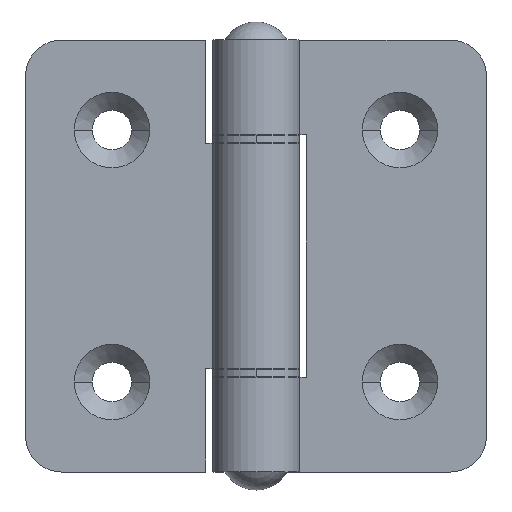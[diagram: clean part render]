
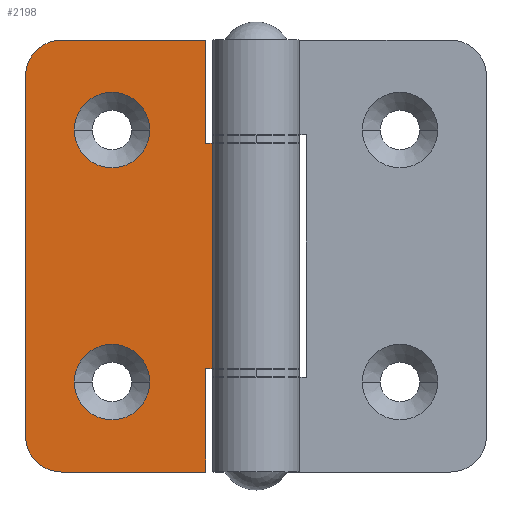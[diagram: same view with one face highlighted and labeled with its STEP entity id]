
A CAD part, top view. The second image highlights one B-rep face of the part: STEP entity #2198.
In plain terms, the highlighted planar face has unit normal (0, 0, 1).
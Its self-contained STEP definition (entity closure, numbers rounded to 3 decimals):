
#21 = EDGE_CURVE ( 'NONE', #23, #25, #434, .T. ) ;
#23 = VERTEX_POINT ( 'NONE', #493 ) ;
#25 = VERTEX_POINT ( 'NONE', #492 ) ;
#37 = EDGE_CURVE ( 'NONE', #40, #39, #527, .T. ) ;
#39 = VERTEX_POINT ( 'NONE', #522 ) ;
#40 = VERTEX_POINT ( 'NONE', #521 ) ;
#431 = DIRECTION ( 'NONE',  ( 1., 0., 0. ) ) ;
#432 = DIRECTION ( 'NONE',  ( 0., 0., 1. ) ) ;
#433 = AXIS2_PLACEMENT_3D ( 'NONE', #441, #432, #431 ) ;
#434 = CIRCLE ( 'NONE', #433, 5.25 ) ;
#441 = CARTESIAN_POINT ( 'NONE',  ( -20., 17.5, -3. ) ) ;
#492 = CARTESIAN_POINT ( 'NONE',  ( -14.75, 17.5, -3. ) ) ;
#493 = CARTESIAN_POINT ( 'NONE',  ( -25.25, 17.5, -3. ) ) ;
#521 = CARTESIAN_POINT ( 'NONE',  ( -25.25, -17.5, -3. ) ) ;
#522 = CARTESIAN_POINT ( 'NONE',  ( -14.75, -17.5, -3. ) ) ;
#523 = DIRECTION ( 'NONE',  ( 1., 0., 0. ) ) ;
#524 = DIRECTION ( 'NONE',  ( 0., 0., 1. ) ) ;
#525 = CARTESIAN_POINT ( 'NONE',  ( -20., -17.5, -3. ) ) ;
#526 = AXIS2_PLACEMENT_3D ( 'NONE', #525, #524, #523 ) ;
#527 = CIRCLE ( 'NONE', #526, 5.25 ) ;
#1175 = CARTESIAN_POINT ( 'NONE',  ( -27., -30., -3. ) ) ;
#1176 = DIRECTION ( 'NONE',  ( 1., 0., 0. ) ) ;
#1177 = VECTOR ( 'NONE', #1176, 1000. ) ;
#1178 = CARTESIAN_POINT ( 'NONE',  ( -32., -30., -3. ) ) ;
#1179 = LINE ( 'NONE', #1178, #1177 ) ;
#1188 = CARTESIAN_POINT ( 'NONE',  ( -7., 30., -3. ) ) ;
#1193 = DIRECTION ( 'NONE',  ( 0., -1., 0. ) ) ;
#1194 = VECTOR ( 'NONE', #1193, 1000. ) ;
#1195 = CARTESIAN_POINT ( 'NONE',  ( -7., 30., -3. ) ) ;
#1196 = LINE ( 'NONE', #1195, #1194 ) ;
#1220 = DIRECTION ( 'NONE',  ( 1., 0., 0. ) ) ;
#1221 = VECTOR ( 'NONE', #1220, 1000. ) ;
#1222 = CARTESIAN_POINT ( 'NONE',  ( -32., 30., -3. ) ) ;
#1223 = LINE ( 'NONE', #1222, #1221 ) ;
#1238 = CARTESIAN_POINT ( 'NONE',  ( -32., -25., -3. ) ) ;
#1243 = CARTESIAN_POINT ( 'NONE',  ( -32., 25., -3. ) ) ;
#1250 = DIRECTION ( 'NONE',  ( 0., -1., 0. ) ) ;
#1251 = VECTOR ( 'NONE', #1250, 1000. ) ;
#1252 = CARTESIAN_POINT ( 'NONE',  ( -32., 30., -3. ) ) ;
#1253 = LINE ( 'NONE', #1252, #1251 ) ;
#1266 = CARTESIAN_POINT ( 'NONE',  ( -27., 25., -3. ) ) ;
#1267 = AXIS2_PLACEMENT_3D ( 'NONE', #1266, #1328, #1327 ) ;
#1268 = CIRCLE ( 'NONE', #1267, 5. ) ;
#1269 = DIRECTION ( 'NONE',  ( -1., 0., 0. ) ) ;
#1270 = DIRECTION ( 'NONE',  ( 0., 0., -1. ) ) ;
#1271 = CARTESIAN_POINT ( 'NONE',  ( -32., 30., -3. ) ) ;
#1272 = AXIS2_PLACEMENT_3D ( 'NONE', #1271, #1270, #1269 ) ;
#1273 = PLANE ( 'NONE',  #1272 ) ;
#1274 = FACE_OUTER_BOUND ( 'NONE', #2195, .T. ) ;
#1275 = FACE_BOUND ( 'NONE', #2192, .T. ) ;
#1276 = FACE_BOUND ( 'NONE', #2199, .T. ) ;
#1277 = DIRECTION ( 'NONE',  ( 1., 0., 0. ) ) ;
#1278 = DIRECTION ( 'NONE',  ( 0., 0., 1. ) ) ;
#1279 = CARTESIAN_POINT ( 'NONE',  ( -20., -17.5, -3. ) ) ;
#1280 = AXIS2_PLACEMENT_3D ( 'NONE', #1279, #1278, #1277 ) ;
#1281 = CIRCLE ( 'NONE', #1280, 5.25 ) ;
#1282 = DIRECTION ( 'NONE',  ( 1., 0., 0. ) ) ;
#1283 = DIRECTION ( 'NONE',  ( 0., 0., 1. ) ) ;
#1284 = CARTESIAN_POINT ( 'NONE',  ( -20., 17.5, -3. ) ) ;
#1285 = AXIS2_PLACEMENT_3D ( 'NONE', #1284, #1283, #1282 ) ;
#1286 = CIRCLE ( 'NONE', #1285, 5.25 ) ;
#1312 = DIRECTION ( 'NONE',  ( 0., -1., 0. ) ) ;
#1313 = VECTOR ( 'NONE', #1312, 1000. ) ;
#1314 = CARTESIAN_POINT ( 'NONE',  ( -5.196, 30., -3. ) ) ;
#1315 = LINE ( 'NONE', #1314, #1313 ) ;
#1316 = DIRECTION ( 'NONE',  ( -1., 0., 0. ) ) ;
#1317 = DIRECTION ( 'NONE',  ( 0., 0., -1. ) ) ;
#1318 = CARTESIAN_POINT ( 'NONE',  ( -27., -25., -3. ) ) ;
#1319 = AXIS2_PLACEMENT_3D ( 'NONE', #1318, #1317, #1316 ) ;
#1324 = CIRCLE ( 'NONE', #1319, 5. ) ;
#1327 = DIRECTION ( 'NONE',  ( -1., 0., 0. ) ) ;
#1328 = DIRECTION ( 'NONE',  ( 0., 0., -1. ) ) ;
#1398 = CARTESIAN_POINT ( 'NONE',  ( -5.196, -15.65, -3. ) ) ;
#1399 = CARTESIAN_POINT ( 'NONE',  ( -7., -15.65, -3. ) ) ;
#1460 = DIRECTION ( 'NONE',  ( -1., 0., 0. ) ) ;
#1461 = VECTOR ( 'NONE', #1460, 1000. ) ;
#1462 = CARTESIAN_POINT ( 'NONE',  ( -32., -15.65, -3. ) ) ;
#1463 = LINE ( 'NONE', #1462, #1461 ) ;
#1471 = CARTESIAN_POINT ( 'NONE',  ( -5.196, 15.65, -3. ) ) ;
#1477 = CARTESIAN_POINT ( 'NONE',  ( -7., -30., -3. ) ) ;
#1482 = DIRECTION ( 'NONE',  ( 0., -1., 0. ) ) ;
#1483 = VECTOR ( 'NONE', #1482, 1000. ) ;
#1484 = CARTESIAN_POINT ( 'NONE',  ( -7., 30., -3. ) ) ;
#1485 = LINE ( 'NONE', #1484, #1483 ) ;
#1509 = CARTESIAN_POINT ( 'NONE',  ( -27., 30., -3. ) ) ;
#1512 = CARTESIAN_POINT ( 'NONE',  ( -7., 15.65, -3. ) ) ;
#1517 = DIRECTION ( 'NONE',  ( 1., 0., 0. ) ) ;
#1518 = VECTOR ( 'NONE', #1517, 1000. ) ;
#1519 = CARTESIAN_POINT ( 'NONE',  ( -32., 15.65, -3. ) ) ;
#1520 = LINE ( 'NONE', #1519, #1518 ) ;
#2133 = EDGE_CURVE ( 'NONE', #2136, #2354, #1196, .T. ) ;
#2136 = VERTEX_POINT ( 'NONE', #1188 ) ;
#2142 = EDGE_CURVE ( 'NONE', #2143, #2340, #1179, .T. ) ;
#2143 = VERTEX_POINT ( 'NONE', #1175 ) ;
#2152 = EDGE_CURVE ( 'NONE', #2357, #2136, #1223, .T. ) ;
#2175 = EDGE_CURVE ( 'NONE', #2180, #2184, #1253, .T. ) ;
#2180 = VERTEX_POINT ( 'NONE', #1243 ) ;
#2184 = VERTEX_POINT ( 'NONE', #1238 ) ;
#2192 = EDGE_LOOP ( 'NONE', ( #2194, #2193 ) ) ;
#2193 = ORIENTED_EDGE ( 'NONE', *, *, #37, .F. ) ;
#2194 = ORIENTED_EDGE ( 'NONE', *, *, #2197, .F. ) ;
#2195 = EDGE_LOOP ( 'NONE', ( #2202, #2203, #2211, #2208, #2215, #2217, #2212, #2216, #2213, #2207 ) ) ;
#2196 = EDGE_CURVE ( 'NONE', #25, #23, #1286, .T. ) ;
#2197 = EDGE_CURVE ( 'NONE', #39, #40, #1281, .T. ) ;
#2198 = ADVANCED_FACE ( 'NONE', ( #1276, #1275, #1274 ), #1273, .F. ) ;
#2199 = EDGE_LOOP ( 'NONE', ( #2200, #2201 ) ) ;
#2200 = ORIENTED_EDGE ( 'NONE', *, *, #2196, .F. ) ;
#2201 = ORIENTED_EDGE ( 'NONE', *, *, #21, .F. ) ;
#2202 = ORIENTED_EDGE ( 'NONE', *, *, #2205, .F. ) ;
#2203 = ORIENTED_EDGE ( 'NONE', *, *, #2175, .T. ) ;
#2205 = EDGE_CURVE ( 'NONE', #2180, #2357, #1268, .T. ) ;
#2207 = ORIENTED_EDGE ( 'NONE', *, *, #2152, .F. ) ;
#2208 = ORIENTED_EDGE ( 'NONE', *, *, #2142, .T. ) ;
#2209 = EDGE_CURVE ( 'NONE', #2143, #2184, #1324, .T. ) ;
#2211 = ORIENTED_EDGE ( 'NONE', *, *, #2209, .F. ) ;
#2212 = ORIENTED_EDGE ( 'NONE', *, *, #2214, .F. ) ;
#2213 = ORIENTED_EDGE ( 'NONE', *, *, #2133, .F. ) ;
#2214 = EDGE_CURVE ( 'NONE', #2346, #2305, #1315, .T. ) ;
#2215 = ORIENTED_EDGE ( 'NONE', *, *, #2337, .F. ) ;
#2216 = ORIENTED_EDGE ( 'NONE', *, *, #2350, .F. ) ;
#2217 = ORIENTED_EDGE ( 'NONE', *, *, #2307, .F. ) ;
#2304 = VERTEX_POINT ( 'NONE', #1399 ) ;
#2305 = VERTEX_POINT ( 'NONE', #1398 ) ;
#2307 = EDGE_CURVE ( 'NONE', #2305, #2304, #1463, .T. ) ;
#2337 = EDGE_CURVE ( 'NONE', #2304, #2340, #1485, .T. ) ;
#2340 = VERTEX_POINT ( 'NONE', #1477 ) ;
#2346 = VERTEX_POINT ( 'NONE', #1471 ) ;
#2350 = EDGE_CURVE ( 'NONE', #2354, #2346, #1520, .T. ) ;
#2354 = VERTEX_POINT ( 'NONE', #1512 ) ;
#2357 = VERTEX_POINT ( 'NONE', #1509 ) ;
